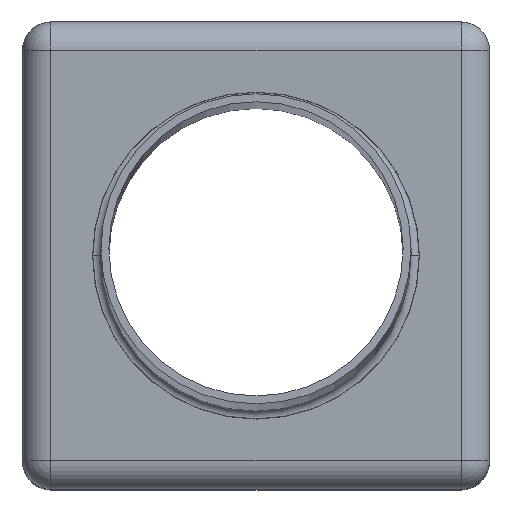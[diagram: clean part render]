
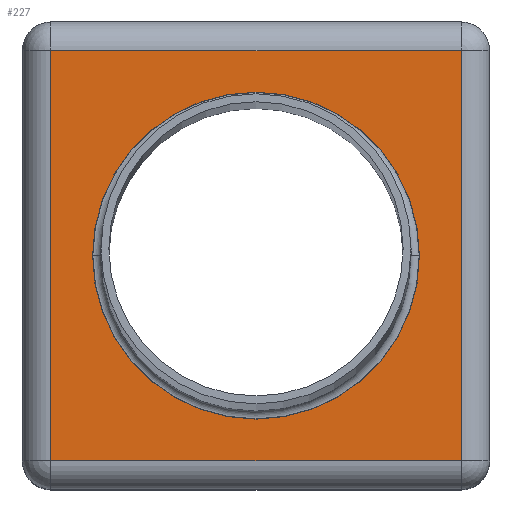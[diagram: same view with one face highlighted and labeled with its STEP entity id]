
A CAD part, top view. The second image highlights one B-rep face of the part: STEP entity #227.
In plain terms, the highlighted planar face has unit normal (0, 0, 1).
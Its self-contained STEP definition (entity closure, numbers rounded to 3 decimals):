
#129=CARTESIAN_POINT('Axis2P3D Location',(0.,0.,2.159)) ;
#133=CARTESIAN_POINT('Vertex',(39.98,0.,2.159)) ;
#135=CARTESIAN_POINT('Vertex',(-39.98,0.,2.159)) ;
#172=CARTESIAN_POINT('Axis2P3D Location',(0.,0.,2.159)) ;
#184=CARTESIAN_POINT('Axis2P3D Location',(0.,-87.753,2.159)) ;
#189=CARTESIAN_POINT('Line Origine',(50.25,0.,2.159)) ;
#193=CARTESIAN_POINT('Vertex',(50.25,-50.25,2.159)) ;
#195=CARTESIAN_POINT('Vertex',(50.25,50.25,2.159)) ;
#198=CARTESIAN_POINT('Line Origine',(0.,50.25,2.159)) ;
#202=CARTESIAN_POINT('Vertex',(-50.25,50.25,2.159)) ;
#205=CARTESIAN_POINT('Line Origine',(-50.25,0.,2.159)) ;
#209=CARTESIAN_POINT('Vertex',(-50.25,-50.25,2.159)) ;
#212=CARTESIAN_POINT('Line Origine',(0.,-50.25,2.159)) ;
#130=DIRECTION('Axis2P3D Direction',(-0.,0.,-1.)) ;
#173=DIRECTION('Axis2P3D Direction',(0.,0.,-1.)) ;
#185=DIRECTION('Axis2P3D Direction',(0.,0.,-1.)) ;
#186=DIRECTION('Axis2P3D XDirection',(0.,1.,0.)) ;
#190=DIRECTION('Vector Direction',(0.,1.,0.)) ;
#199=DIRECTION('Vector Direction',(1.,0.,0.)) ;
#206=DIRECTION('Vector Direction',(0.,-1.,0.)) ;
#213=DIRECTION('Vector Direction',(-1.,0.,0.)) ;
#131=AXIS2_PLACEMENT_3D('Circle Axis2P3D',#129,#130,$) ;
#174=AXIS2_PLACEMENT_3D('Circle Axis2P3D',#172,#173,$) ;
#187=AXIS2_PLACEMENT_3D('Plane Axis2P3D',#184,#185,#186) ;
#218=ORIENTED_EDGE('',*,*,#197,.T.) ;
#219=ORIENTED_EDGE('',*,*,#204,.T.) ;
#220=ORIENTED_EDGE('',*,*,#211,.T.) ;
#221=ORIENTED_EDGE('',*,*,#216,.T.) ;
#224=ORIENTED_EDGE('',*,*,#176,.F.) ;
#225=ORIENTED_EDGE('',*,*,#137,.F.) ;
#226=FACE_BOUND('',#223,.T.) ;
#191=VECTOR('Line Direction',#190,1.) ;
#200=VECTOR('Line Direction',#199,1.) ;
#207=VECTOR('Line Direction',#206,1.) ;
#214=VECTOR('Line Direction',#213,1.) ;
#227=ADVANCED_FACE('Corps principal',(#222,#226),#188,.F.) ;
#132=CIRCLE('generated circle',#131,39.98) ;
#175=CIRCLE('generated circle',#174,39.98) ;
#137=EDGE_CURVE('',#134,#136,#132,.F.) ;
#176=EDGE_CURVE('',#136,#134,#175,.F.) ;
#197=EDGE_CURVE('',#194,#196,#192,.T.) ;
#204=EDGE_CURVE('',#196,#203,#201,.F.) ;
#211=EDGE_CURVE('',#203,#210,#208,.T.) ;
#216=EDGE_CURVE('',#210,#194,#215,.F.) ;
#217=EDGE_LOOP('',(#218,#219,#220,#221)) ;
#223=EDGE_LOOP('',(#224,#225)) ;
#222=FACE_OUTER_BOUND('',#217,.T.) ;
#192=LINE('Line',#189,#191) ;
#201=LINE('Line',#198,#200) ;
#208=LINE('Line',#205,#207) ;
#215=LINE('Line',#212,#214) ;
#188=PLANE('',#187) ;
#134=VERTEX_POINT('',#133) ;
#136=VERTEX_POINT('',#135) ;
#194=VERTEX_POINT('',#193) ;
#196=VERTEX_POINT('',#195) ;
#203=VERTEX_POINT('',#202) ;
#210=VERTEX_POINT('',#209) ;
